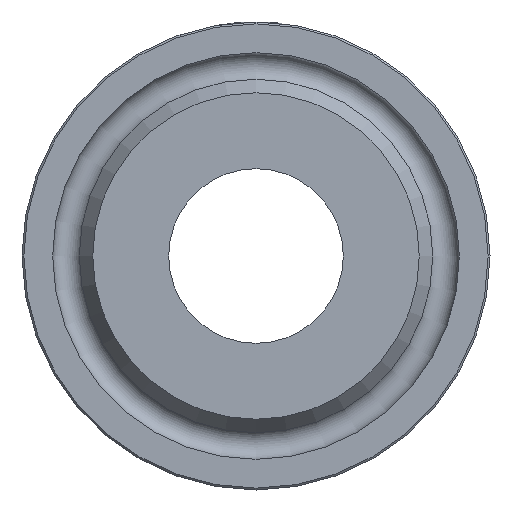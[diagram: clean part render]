
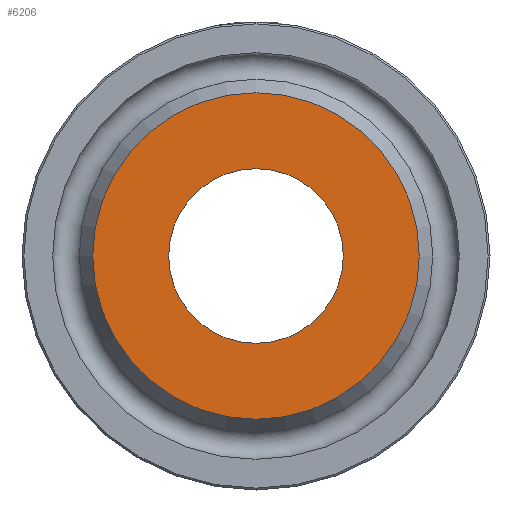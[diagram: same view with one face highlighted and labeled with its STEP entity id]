
A CAD part, left-side view. The second image highlights one B-rep face of the part: STEP entity #6206.
In plain terms, the highlighted planar face has unit normal (-1, 0, 0).
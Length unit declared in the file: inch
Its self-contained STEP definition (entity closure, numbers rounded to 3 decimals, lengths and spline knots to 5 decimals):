
#94=FACE_BOUND('',#1138,.T.);
#232=PLANE('',#6547);
#740=FACE_OUTER_BOUND('',#1137,.T.);
#1137=EDGE_LOOP('',(#5790));
#1138=EDGE_LOOP('',(#5791));
#2127=CIRCLE('',#6546,0.185);
#2128=CIRCLE('',#6548,0.34605);
#3068=VERTEX_POINT('',#13827);
#3069=VERTEX_POINT('',#13830);
#3977=EDGE_CURVE('',#3068,#3068,#2127,.T.);
#3978=EDGE_CURVE('',#3069,#3069,#2128,.T.);
#5790=ORIENTED_EDGE('',*,*,#3978,.F.);
#5791=ORIENTED_EDGE('',*,*,#3977,.T.);
#6206=ADVANCED_FACE('',(#740,#94),#232,.T.);
#6546=AXIS2_PLACEMENT_3D('',#13828,#7646,#7647);
#6547=AXIS2_PLACEMENT_3D('',#13829,#7648,#7649);
#6548=AXIS2_PLACEMENT_3D('',#13831,#7650,#7651);
#7646=DIRECTION('center_axis',(1.,0.,0.));
#7647=DIRECTION('ref_axis',(0.,1.,0.));
#7648=DIRECTION('center_axis',(-1.,0.,0.));
#7649=DIRECTION('ref_axis',(0.,0.,1.));
#7650=DIRECTION('center_axis',(1.,0.,0.));
#7651=DIRECTION('ref_axis',(0.,1.,0.));
#13827=CARTESIAN_POINT('',(0.031,0.185,0.));
#13828=CARTESIAN_POINT('Origin',(0.031,0.,
0.));
#13829=CARTESIAN_POINT('Origin',(0.031,0.26553,0.));
#13830=CARTESIAN_POINT('',(0.031,0.34605,0.));
#13831=CARTESIAN_POINT('Origin',(0.031,0.,
0.));
